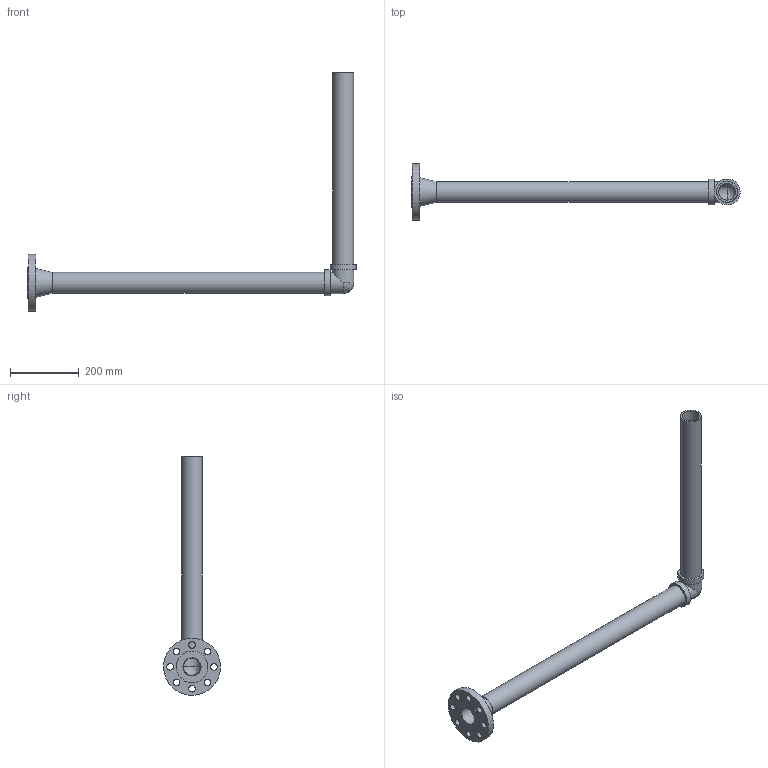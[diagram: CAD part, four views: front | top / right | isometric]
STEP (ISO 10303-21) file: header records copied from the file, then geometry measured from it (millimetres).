
FILE_DESCRIPTION(('Open CASCADE Model'),'2;1');
FILE_NAME('Open CASCADE Shape Model','2026-01-10T19:21:59',('Author'),( 'Open CASCADE'),'Open CASCADE STEP processor 7.8','Open CASCADE 7.8' ,'Unknown');
FILE_SCHEMA(('AUTOMOTIVE_DESIGN { 1 0 10303 214 1 1 1 1 }'));
Length unit declared in the file: millimetre
Products named in the file (5): Open CASCADE STEP translator 7.8 1; Open CASCADE STEP translator 7.8 1.1; Open CASCADE STEP translator 7.8 1.2; Open CASCADE STEP translator 7.8 1.3; Open CASCADE STEP translator 7.8 1.4
Assembly tree (4 placements, depth 2):
  Open CASCADE STEP translator 7.8 1
    Open CASCADE STEP translator 7.8 1.1
    Open CASCADE STEP translator 7.8 1.2
    Open CASCADE STEP translator 7.8 1.3
    Open CASCADE STEP translator 7.8 1.4
Bounding box: 952 x 164.85 x 692.13 mm (x, y, z)
Volume: 1894651.7 mm3; surface area: 599858.1 mm2
Topology: 4 solids, 4 shells, 40 faces, 78 edges, 48 vertices
Faces by surface type: bspline 40
Entity records: 3128 total; most frequent: CARTESIAN_POINT 2075, ORIENTED_EDGE 148, PCURVE 148, DEFINITIONAL_REPRESENTATION 148, B_SPLINE_CURVE_WITH_KNOTS 128, EDGE_CURVE 74, FACE_BOUND 70, EDGE_LOOP 70
